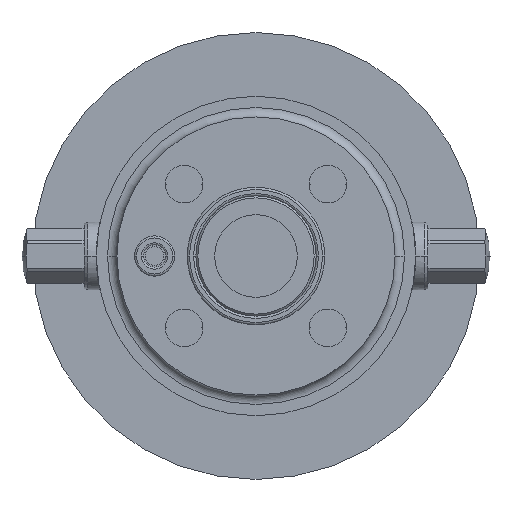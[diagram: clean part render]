
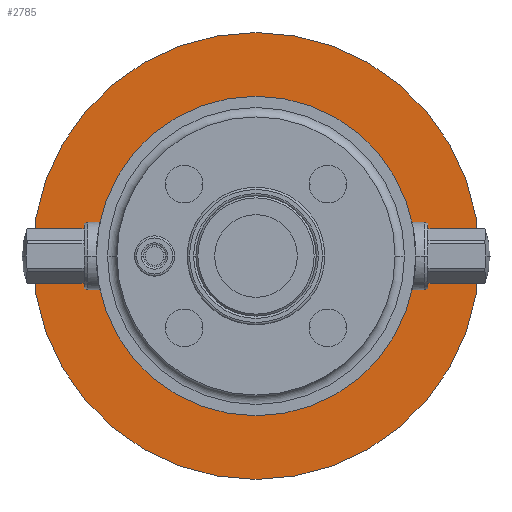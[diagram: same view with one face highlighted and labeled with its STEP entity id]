
A CAD part, front view. The second image highlights one B-rep face of the part: STEP entity #2785.
In plain terms, the highlighted planar face has unit normal (0, -1, 0).
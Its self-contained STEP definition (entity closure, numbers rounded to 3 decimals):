
#724=CARTESIAN_POINT('',(0.,80.,0.));
#725=DIRECTION('',(0.,-1.,0.));
#726=DIRECTION('',(1.,0.,0.));
#727=AXIS2_PLACEMENT_3D('',#724,#725,#726);
#732=CARTESIAN_POINT('',(0.,80.,0.));
#733=DIRECTION('',(0.,1.,0.));
#734=DIRECTION('',(1.,0.,0.));
#735=AXIS2_PLACEMENT_3D('',#732,#733,#734);
#740=CARTESIAN_POINT('',(0.,80.,0.));
#741=DIRECTION('',(0.,1.,0.));
#742=DIRECTION('',(1.,0.,0.));
#743=AXIS2_PLACEMENT_3D('',#740,#741,#742);
#755=CARTESIAN_POINT('',(0.,80.,0.));
#756=DIRECTION('',(0.,-1.,0.));
#757=DIRECTION('',(1.,0.,0.));
#758=AXIS2_PLACEMENT_3D('',#755,#756,#757);
#1994=CARTESIAN_POINT('',(59.45,80.,0.));
#1996=VERTEX_POINT('',#1994);
#2018=CARTESIAN_POINT('',(-59.45,80.,0.));
#2020=VERTEX_POINT('',#2018);
#2028=CARTESIAN_POINT('',(42.5,80.,0.));
#2029=CARTESIAN_POINT('',(-42.5,80.,0.));
#2030=VERTEX_POINT('',#2028);
#2031=VERTEX_POINT('',#2029);
#2770=CARTESIAN_POINT('',(0.,80.,0.));
#2771=DIRECTION('',(0.,1.,0.));
#2772=DIRECTION('',(1.,0.,0.));
#2773=AXIS2_PLACEMENT_3D('',#2770,#2771,#2772);
#2774=PLANE('',#2773);
#2776=ORIENTED_EDGE('',*,*,#2775,.T.);
#2778=ORIENTED_EDGE('',*,*,#2777,.F.);
#2779=EDGE_LOOP('',(#2776,#2778));
#2780=FACE_OUTER_BOUND('',#2779,.F.);
#2781=ORIENTED_EDGE('',*,*,#2759,.T.);
#2782=ORIENTED_EDGE('',*,*,#2692,.F.);
#2783=EDGE_LOOP('',(#2781,#2782));
#2784=FACE_BOUND('',#2783,.F.);
#728=CIRCLE('',#727,42.5);
#736=CIRCLE('',#735,42.5);
#744=CIRCLE('',#743,59.45);
#759=CIRCLE('',#758,59.45);
#2692=EDGE_CURVE('',#2030,#2031,#736,.T.);
#2759=EDGE_CURVE('',#2030,#2031,#728,.T.);
#2775=EDGE_CURVE('',#1996,#2020,#744,.T.);
#2777=EDGE_CURVE('',#1996,#2020,#759,.T.);
#2785=ADVANCED_FACE('',(#2780,#2784),#2774,.F.);
